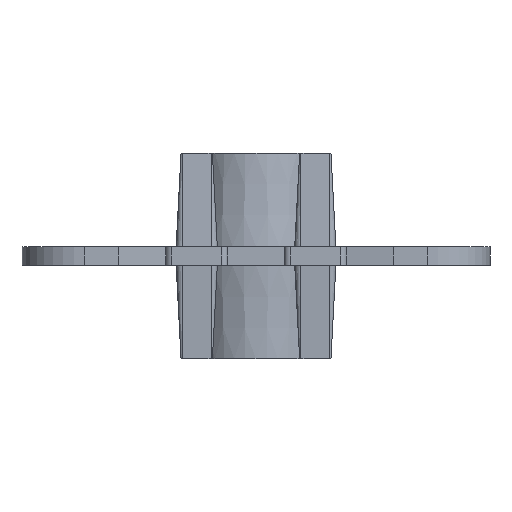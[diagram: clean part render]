
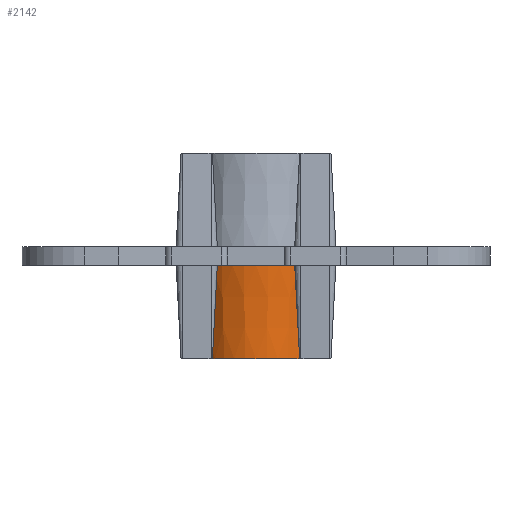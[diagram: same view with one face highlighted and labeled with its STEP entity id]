
A CAD part, front view. The second image highlights one B-rep face of the part: STEP entity #2142.
In plain terms, the highlighted conical face has half-angle 3 degrees and reference radius 11 mm.
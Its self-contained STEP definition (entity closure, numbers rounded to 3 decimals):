
#92 = DIRECTION ( 'NONE',  ( 0., 0., -1. ) ) ;
#195 = CIRCLE ( 'NONE', #489, 11. ) ;
#237 = CARTESIAN_POINT ( 'NONE',  ( -11., 0., -1.5 ) ) ;
#299 = VERTEX_POINT ( 'NONE', #3393 ) ;
#391 = CARTESIAN_POINT ( 'NONE',  ( 0., 0., -1.5 ) ) ;
#489 = AXIS2_PLACEMENT_3D ( 'NONE', #391, #519, #5939 ) ;
#519 = DIRECTION ( 'NONE',  ( 0., 0., -1. ) ) ;
#532 = ORIENTED_EDGE ( 'NONE', *, *, #638, .F. ) ;
#545 = DIRECTION ( 'NONE',  ( -1., 0., 0. ) ) ;
#638 = EDGE_CURVE ( 'NONE', #2213, #1686, #2308, .T. ) ;
#882 = VECTOR ( 'NONE', #2659, 1000. ) ;
#911 = ORIENTED_EDGE ( 'NONE', *, *, #1794, .T. ) ;
#1053 = ORIENTED_EDGE ( 'NONE', *, *, #1588, .T. ) ;
#1153 = LINE ( 'NONE', #237, #3293 ) ;
#1335 = CARTESIAN_POINT ( 'NONE',  ( -10.214, 0., -16.5 ) ) ;
#1588 = EDGE_CURVE ( 'NONE', #2213, #299, #2215, .T. ) ;
#1598 = EDGE_CURVE ( 'NONE', #1686, #5961, #1153, .T. ) ;
#1686 = VERTEX_POINT ( 'NONE', #1335 ) ;
#1730 = EDGE_LOOP ( 'NONE', ( #532, #1053, #911, #2577 ) ) ;
#1794 = EDGE_CURVE ( 'NONE', #299, #5961, #195, .T. ) ;
#2091 = DIRECTION ( 'NONE',  ( -0.052, 0., 0.999 ) ) ;
#2142 = ADVANCED_FACE ( 'NONE', ( #5059 ), #5914, .T. ) ;
#2193 = CARTESIAN_POINT ( 'NONE',  ( -11., 0., -1.5 ) ) ;
#2213 = VERTEX_POINT ( 'NONE', #4214 ) ;
#2215 = LINE ( 'NONE', #5909, #882 ) ;
#2308 = CIRCLE ( 'NONE', #2696, 10.214 ) ;
#2577 = ORIENTED_EDGE ( 'NONE', *, *, #1598, .F. ) ;
#2659 = DIRECTION ( 'NONE',  ( 0.052, 0., 0.999 ) ) ;
#2696 = AXIS2_PLACEMENT_3D ( 'NONE', #3749, #92, #545 ) ;
#2716 = CARTESIAN_POINT ( 'NONE',  ( 0., 0., -1.5 ) ) ;
#2744 = DIRECTION ( 'NONE',  ( -1., 0., 0. ) ) ;
#3293 = VECTOR ( 'NONE', #2091, 1000. ) ;
#3393 = CARTESIAN_POINT ( 'NONE',  ( 11., 0., -1.5 ) ) ;
#3749 = CARTESIAN_POINT ( 'NONE',  ( 0., 0., -16.5 ) ) ;
#3782 = AXIS2_PLACEMENT_3D ( 'NONE', #2716, #5452, #2744 ) ;
#4214 = CARTESIAN_POINT ( 'NONE',  ( 10.214, 0., -16.5 ) ) ;
#5059 = FACE_OUTER_BOUND ( 'NONE', #1730, .T. ) ;
#5452 = DIRECTION ( 'NONE',  ( 0., 0., 1. ) ) ;
#5909 = CARTESIAN_POINT ( 'NONE',  ( 11., 0., -1.5 ) ) ;
#5914 = CONICAL_SURFACE ( 'NONE', #3782, 11., 0.052 ) ;
#5939 = DIRECTION ( 'NONE',  ( 1., 0., 0. ) ) ;
#5961 = VERTEX_POINT ( 'NONE', #2193 ) ;
